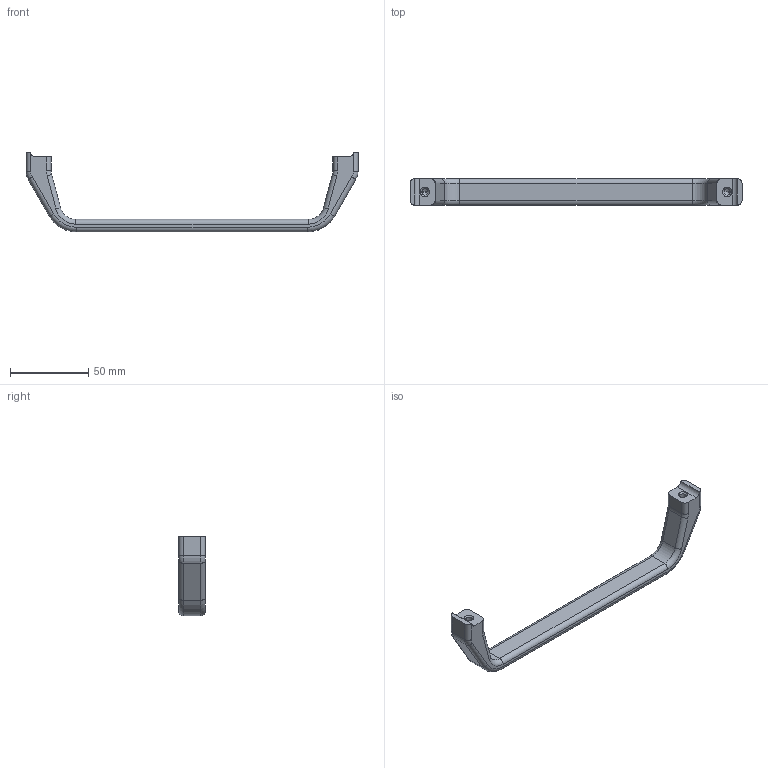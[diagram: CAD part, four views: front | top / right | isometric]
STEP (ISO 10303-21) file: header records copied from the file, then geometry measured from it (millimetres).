
FILE_DESCRIPTION (( 'STEP AP203' ), '1' );
FILE_NAME ('ÒÍÏÂ.753735.001 Ðó÷êà.STEP', '2018-09-19T14:07:47', ( '' ), ( '' ), 'SwSTEP 2.0', 'SolidWorks 2017', '' );
FILE_SCHEMA (( 'CONFIG_CONTROL_DESIGN' ));
Length unit declared in the file: millimetre
Products named in the file (1): ÒÍÏÂ.753735.001 Ðó÷êà
Bounding box: 212 x 17 x 51 mm (x, y, z)
Volume: 39554.9 mm3; surface area: 13395.9 mm2
Topology: 1 solids, 1 shells, 74 faces, 172 edges, 98 vertices
Faces by surface type: cylinder 34, plane 16, torus 16, cone 8
Entity records: 2141 total; most frequent: DIRECTION 406, CARTESIAN_POINT 341, ORIENTED_EDGE 336, EDGE_CURVE 168, AXIS2_PLACEMENT_3D 163, VERTEX_POINT 98, CIRCLE 88, VECTOR 80
